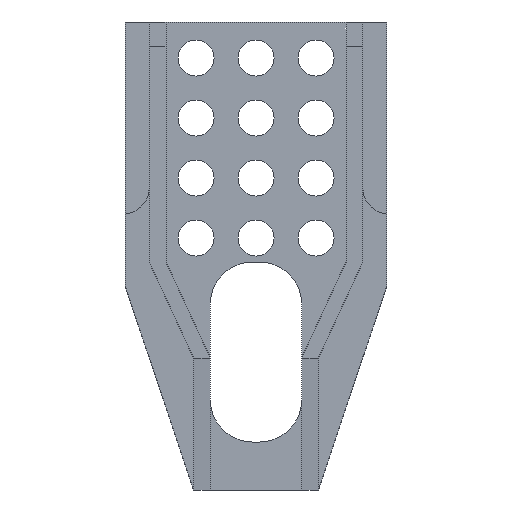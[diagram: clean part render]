
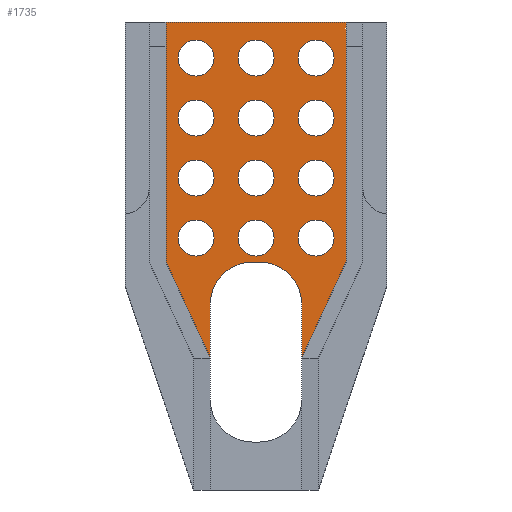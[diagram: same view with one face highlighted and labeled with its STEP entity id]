
A CAD part, front view. The second image highlights one B-rep face of the part: STEP entity #1735.
In plain terms, the highlighted planar face has unit normal (0, -1, 0).
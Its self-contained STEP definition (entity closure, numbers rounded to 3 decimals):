
#32=LINE('',#2532,#222);
#52=LINE('',#2576,#242);
#65=LINE('',#2603,#255);
#86=LINE('',#2649,#276);
#91=LINE('',#2660,#281);
#92=LINE('',#2663,#282);
#93=LINE('',#2664,#283);
#94=LINE('',#2666,#284);
#222=VECTOR('',#2051,10.);
#242=VECTOR('',#2089,10.);
#255=VECTOR('',#2112,10.);
#276=VECTOR('',#2151,10.);
#281=VECTOR('',#2162,10.);
#282=VECTOR('',#2165,10.);
#283=VECTOR('',#2166,10.);
#284=VECTOR('',#2167,10.);
#427=FACE_BOUND('',#594,.T.);
#428=FACE_BOUND('',#595,.T.);
#429=FACE_BOUND('',#596,.T.);
#430=FACE_BOUND('',#597,.T.);
#431=FACE_BOUND('',#598,.T.);
#432=FACE_BOUND('',#599,.T.);
#433=FACE_BOUND('',#600,.T.);
#434=FACE_BOUND('',#601,.T.);
#435=FACE_BOUND('',#602,.T.);
#436=FACE_BOUND('',#603,.T.);
#437=FACE_BOUND('',#604,.T.);
#438=FACE_BOUND('',#605,.T.);
#495=FACE_OUTER_BOUND('',#593,.T.);
#593=EDGE_LOOP('',(#1297,#1298,#1299,#1300,#1301,#1302,#1303,#1304,#1305,
#1306));
#594=EDGE_LOOP('',(#1307));
#595=EDGE_LOOP('',(#1308));
#596=EDGE_LOOP('',(#1309));
#597=EDGE_LOOP('',(#1310));
#598=EDGE_LOOP('',(#1311));
#599=EDGE_LOOP('',(#1312));
#600=EDGE_LOOP('',(#1313));
#601=EDGE_LOOP('',(#1314));
#602=EDGE_LOOP('',(#1315));
#603=EDGE_LOOP('',(#1316));
#604=EDGE_LOOP('',(#1317));
#605=EDGE_LOOP('',(#1318));
#695=CIRCLE('',#1873,1.75);
#696=CIRCLE('',#1874,1.75);
#697=CIRCLE('',#1875,0.75);
#698=CIRCLE('',#1876,0.75);
#699=CIRCLE('',#1877,0.75);
#700=CIRCLE('',#1878,0.75);
#701=CIRCLE('',#1879,0.75);
#702=CIRCLE('',#1880,0.75);
#703=CIRCLE('',#1881,0.75);
#704=CIRCLE('',#1882,0.75);
#705=CIRCLE('',#1883,0.75);
#706=CIRCLE('',#1884,0.75);
#707=CIRCLE('',#1885,0.75);
#708=CIRCLE('',#1886,0.75);
#754=VERTEX_POINT('',#2529);
#755=VERTEX_POINT('',#2531);
#770=VERTEX_POINT('',#2575);
#778=VERTEX_POINT('',#2600);
#779=VERTEX_POINT('',#2602);
#795=VERTEX_POINT('',#2648);
#797=VERTEX_POINT('',#2658);
#798=VERTEX_POINT('',#2659);
#799=VERTEX_POINT('',#2661);
#800=VERTEX_POINT('',#2665);
#801=VERTEX_POINT('',#2668);
#802=VERTEX_POINT('',#2670);
#803=VERTEX_POINT('',#2672);
#804=VERTEX_POINT('',#2674);
#805=VERTEX_POINT('',#2676);
#806=VERTEX_POINT('',#2678);
#807=VERTEX_POINT('',#2680);
#808=VERTEX_POINT('',#2682);
#809=VERTEX_POINT('',#2684);
#810=VERTEX_POINT('',#2686);
#811=VERTEX_POINT('',#2688);
#812=VERTEX_POINT('',#2690);
#924=EDGE_CURVE('',#755,#754,#32,.T.);
#946=EDGE_CURVE('',#754,#770,#52,.T.);
#959=EDGE_CURVE('',#778,#779,#65,.T.);
#982=EDGE_CURVE('',#779,#795,#86,.T.);
#987=EDGE_CURVE('',#797,#798,#91,.T.);
#988=EDGE_CURVE('',#797,#799,#695,.T.);
#989=EDGE_CURVE('',#795,#799,#92,.T.);
#990=EDGE_CURVE('',#778,#755,#93,.T.);
#991=EDGE_CURVE('',#770,#800,#94,.T.);
#992=EDGE_CURVE('',#798,#800,#696,.T.);
#993=EDGE_CURVE('',#801,#801,#697,.T.);
#994=EDGE_CURVE('',#802,#802,#698,.T.);
#995=EDGE_CURVE('',#803,#803,#699,.T.);
#996=EDGE_CURVE('',#804,#804,#700,.T.);
#997=EDGE_CURVE('',#805,#805,#701,.T.);
#998=EDGE_CURVE('',#806,#806,#702,.T.);
#999=EDGE_CURVE('',#807,#807,#703,.T.);
#1000=EDGE_CURVE('',#808,#808,#704,.T.);
#1001=EDGE_CURVE('',#809,#809,#705,.T.);
#1002=EDGE_CURVE('',#810,#810,#706,.T.);
#1003=EDGE_CURVE('',#811,#811,#707,.T.);
#1004=EDGE_CURVE('',#812,#812,#708,.T.);
#1297=ORIENTED_EDGE('',*,*,#987,.F.);
#1298=ORIENTED_EDGE('',*,*,#988,.T.);
#1299=ORIENTED_EDGE('',*,*,#989,.F.);
#1300=ORIENTED_EDGE('',*,*,#982,.F.);
#1301=ORIENTED_EDGE('',*,*,#959,.F.);
#1302=ORIENTED_EDGE('',*,*,#990,.T.);
#1303=ORIENTED_EDGE('',*,*,#924,.T.);
#1304=ORIENTED_EDGE('',*,*,#946,.T.);
#1305=ORIENTED_EDGE('',*,*,#991,.T.);
#1306=ORIENTED_EDGE('',*,*,#992,.F.);
#1307=ORIENTED_EDGE('',*,*,#993,.T.);
#1308=ORIENTED_EDGE('',*,*,#994,.T.);
#1309=ORIENTED_EDGE('',*,*,#995,.T.);
#1310=ORIENTED_EDGE('',*,*,#996,.T.);
#1311=ORIENTED_EDGE('',*,*,#997,.T.);
#1312=ORIENTED_EDGE('',*,*,#998,.T.);
#1313=ORIENTED_EDGE('',*,*,#999,.T.);
#1314=ORIENTED_EDGE('',*,*,#1000,.T.);
#1315=ORIENTED_EDGE('',*,*,#1001,.F.);
#1316=ORIENTED_EDGE('',*,*,#1002,.F.);
#1317=ORIENTED_EDGE('',*,*,#1003,.F.);
#1318=ORIENTED_EDGE('',*,*,#1004,.F.);
#1659=PLANE('',#1872);
#1735=ADVANCED_FACE('',(#495,#427,#428,#429,#430,#431,#432,#433,#434,#435,
#436,#437,#438),#1659,.F.);
#1872=AXIS2_PLACEMENT_3D('',#2657,#2160,#2161);
#1873=AXIS2_PLACEMENT_3D('',#2662,#2163,#2164);
#1874=AXIS2_PLACEMENT_3D('',#2667,#2168,#2169);
#1875=AXIS2_PLACEMENT_3D('',#2669,#2170,#2171);
#1876=AXIS2_PLACEMENT_3D('',#2671,#2172,#2173);
#1877=AXIS2_PLACEMENT_3D('',#2673,#2174,#2175);
#1878=AXIS2_PLACEMENT_3D('',#2675,#2176,#2177);
#1879=AXIS2_PLACEMENT_3D('',#2677,#2178,#2179);
#1880=AXIS2_PLACEMENT_3D('',#2679,#2180,#2181);
#1881=AXIS2_PLACEMENT_3D('',#2681,#2182,#2183);
#1882=AXIS2_PLACEMENT_3D('',#2683,#2184,#2185);
#1883=AXIS2_PLACEMENT_3D('',#2685,#2186,#2187);
#1884=AXIS2_PLACEMENT_3D('',#2687,#2188,#2189);
#1885=AXIS2_PLACEMENT_3D('',#2689,#2190,#2191);
#1886=AXIS2_PLACEMENT_3D('',#2691,#2192,#2193);
#2051=DIRECTION('',(0.,0.,-1.));
#2089=DIRECTION('',(0.42,0.,-0.908));
#2112=DIRECTION('',(0.,0.,-1.));
#2151=DIRECTION('',(-0.42,0.,-0.908));
#2160=DIRECTION('center_axis',(0.,1.,0.));
#2161=DIRECTION('ref_axis',(0.,0.,1.));
#2162=DIRECTION('',(-1.,0.,0.));
#2163=DIRECTION('center_axis',(0.,1.,0.));
#2164=DIRECTION('ref_axis',(0.707,0.,0.707));
#2165=DIRECTION('',(0.,0.,1.));
#2166=DIRECTION('',(-1.,0.,0.));
#2167=DIRECTION('',(0.,0.,1.));
#2168=DIRECTION('center_axis',(0.,-1.,0.));
#2169=DIRECTION('ref_axis',(-0.707,0.,0.707));
#2170=DIRECTION('center_axis',(0.,1.,0.));
#2171=DIRECTION('ref_axis',(-1.,0.,0.));
#2172=DIRECTION('center_axis',(0.,1.,0.));
#2173=DIRECTION('ref_axis',(-1.,0.,0.));
#2174=DIRECTION('center_axis',(0.,1.,0.));
#2175=DIRECTION('ref_axis',(-1.,0.,0.));
#2176=DIRECTION('center_axis',(0.,1.,0.));
#2177=DIRECTION('ref_axis',(-1.,0.,0.));
#2178=DIRECTION('center_axis',(0.,1.,0.));
#2179=DIRECTION('ref_axis',(-1.,0.,0.));
#2180=DIRECTION('center_axis',(0.,1.,0.));
#2181=DIRECTION('ref_axis',(-1.,0.,0.));
#2182=DIRECTION('center_axis',(0.,1.,0.));
#2183=DIRECTION('ref_axis',(-1.,0.,0.));
#2184=DIRECTION('center_axis',(0.,1.,0.));
#2185=DIRECTION('ref_axis',(-1.,0.,0.));
#2186=DIRECTION('center_axis',(0.,-1.,0.));
#2187=DIRECTION('ref_axis',(1.,0.,0.));
#2188=DIRECTION('center_axis',(0.,-1.,0.));
#2189=DIRECTION('ref_axis',(1.,0.,0.));
#2190=DIRECTION('center_axis',(0.,-1.,0.));
#2191=DIRECTION('ref_axis',(1.,0.,0.));
#2192=DIRECTION('center_axis',(0.,-1.,0.));
#2193=DIRECTION('ref_axis',(1.,0.,0.));
#2529=CARTESIAN_POINT('',(-3.75,-0.35,-5.));
#2531=CARTESIAN_POINT('',(-3.75,-0.35,5.));
#2532=CARTESIAN_POINT('',(-3.75,-0.35,5.));
#2575=CARTESIAN_POINT('',(-1.9,-0.35,-9.));
#2576=CARTESIAN_POINT('',(-3.75,-0.35,-5.));
#2600=CARTESIAN_POINT('',(3.75,-0.35,5.));
#2602=CARTESIAN_POINT('',(3.75,-0.35,-5.));
#2603=CARTESIAN_POINT('',(3.75,-0.35,5.));
#2648=CARTESIAN_POINT('',(1.9,-0.35,-9.));
#2649=CARTESIAN_POINT('',(3.75,-0.35,-5.));
#2657=CARTESIAN_POINT('Origin',(1.875,-0.35,0.));
#2658=CARTESIAN_POINT('',(0.15,-0.35,-5.));
#2659=CARTESIAN_POINT('',(-0.15,-0.35,-5.));
#2660=CARTESIAN_POINT('',(3.75,-0.35,-5.));
#2661=CARTESIAN_POINT('',(1.9,-0.35,-6.75));
#2662=CARTESIAN_POINT('Origin',(0.15,-0.35,-6.75));
#2663=CARTESIAN_POINT('',(1.9,-0.35,-9.));
#2664=CARTESIAN_POINT('',(0.,-0.35,5.));
#2665=CARTESIAN_POINT('',(-1.9,-0.35,-6.75));
#2666=CARTESIAN_POINT('',(-1.9,-0.35,-9.));
#2667=CARTESIAN_POINT('Origin',(-0.15,-0.35,-6.75));
#2668=CARTESIAN_POINT('',(-0.75,-0.35,-4.));
#2669=CARTESIAN_POINT('Origin',(0.,-0.35,-4.));
#2670=CARTESIAN_POINT('',(-0.75,-0.35,-1.5));
#2671=CARTESIAN_POINT('Origin',(0.,-0.35,-1.5));
#2672=CARTESIAN_POINT('',(-0.75,-0.35,1.));
#2673=CARTESIAN_POINT('Origin',(0.,-0.35,1.));
#2674=CARTESIAN_POINT('',(-1.75,-0.35,3.5));
#2675=CARTESIAN_POINT('Origin',(-2.5,-0.35,3.5));
#2676=CARTESIAN_POINT('',(-1.75,-0.35,1.));
#2677=CARTESIAN_POINT('Origin',(-2.5,-0.35,1.));
#2678=CARTESIAN_POINT('',(-1.75,-0.35,-1.5));
#2679=CARTESIAN_POINT('Origin',(-2.5,-0.35,-1.5));
#2680=CARTESIAN_POINT('',(-1.75,-0.35,-4.));
#2681=CARTESIAN_POINT('Origin',(-2.5,-0.35,-4.));
#2682=CARTESIAN_POINT('',(-0.75,-0.35,3.5));
#2683=CARTESIAN_POINT('Origin',(0.,-0.35,3.5));
#2684=CARTESIAN_POINT('',(1.75,-0.35,-4.));
#2685=CARTESIAN_POINT('Origin',(2.5,-0.35,-4.));
#2686=CARTESIAN_POINT('',(1.75,-0.35,-1.5));
#2687=CARTESIAN_POINT('Origin',(2.5,-0.35,-1.5));
#2688=CARTESIAN_POINT('',(1.75,-0.35,1.));
#2689=CARTESIAN_POINT('Origin',(2.5,-0.35,1.));
#2690=CARTESIAN_POINT('',(1.75,-0.35,3.5));
#2691=CARTESIAN_POINT('Origin',(2.5,-0.35,3.5));
